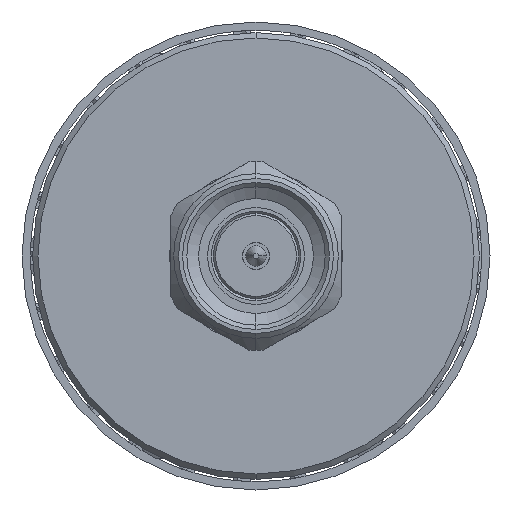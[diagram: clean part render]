
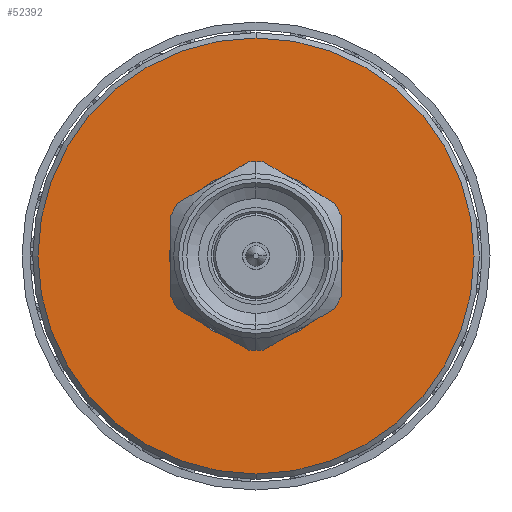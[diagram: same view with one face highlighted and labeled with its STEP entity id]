
A CAD part, left-side view. The second image highlights one B-rep face of the part: STEP entity #52392.
In plain terms, the highlighted planar face has unit normal (-1, 0, 0).
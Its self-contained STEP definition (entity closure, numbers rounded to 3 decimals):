
#178 = VERTEX_POINT ( 'NONE', #38641 ) ;
#734 = CARTESIAN_POINT ( 'NONE',  ( 0., 0., -4.023 ) ) ;
#894 = AXIS2_PLACEMENT_3D ( 'NONE', #69217, #62110, #8311 ) ;
#2906 = AXIS2_PLACEMENT_3D ( 'NONE', #77896, #84103, #71687 ) ;
#3752 = ORIENTED_EDGE ( 'NONE', *, *, #53995, .F. ) ;
#4900 = ORIENTED_EDGE ( 'NONE', *, *, #58386, .T. ) ;
#7040 = FACE_BOUND ( 'NONE', #42562, .T. ) ;
#7048 = AXIS2_PLACEMENT_3D ( 'NONE', #33295, #60401, #40418 ) ;
#7803 = CARTESIAN_POINT ( 'NONE',  ( 0., 0., 0. ) ) ;
#8311 = DIRECTION ( 'NONE',  ( 0., 0., -1. ) ) ;
#9280 = DIRECTION ( 'NONE',  ( 0., 0., -1. ) ) ;
#9507 = EDGE_LOOP ( 'NONE', ( #4900, #85654 ) ) ;
#13040 = VERTEX_POINT ( 'NONE', #42355 ) ;
#17513 = AXIS2_PLACEMENT_3D ( 'NONE', #7803, #82027, #22019 ) ;
#21769 = CIRCLE ( 'NONE', #17513, 4.023 ) ;
#22019 = DIRECTION ( 'NONE',  ( 0., 0., 1. ) ) ;
#22182 = DIRECTION ( 'NONE',  ( -1., 0., 0. ) ) ;
#33295 = CARTESIAN_POINT ( 'NONE',  ( 0., 0., -4.023 ) ) ;
#37160 = CIRCLE ( 'NONE', #79686, 10.249 ) ;
#38641 = CARTESIAN_POINT ( 'NONE',  ( 0., 0., -10.249 ) ) ;
#40418 = DIRECTION ( 'NONE',  ( 0., 0., -1. ) ) ;
#40627 = CIRCLE ( 'NONE', #894, 10.249 ) ;
#40861 = EDGE_CURVE ( 'NONE', #76359, #178, #40627, .T. ) ;
#42355 = CARTESIAN_POINT ( 'NONE',  ( 0., 0., 4.023 ) ) ;
#42562 = EDGE_LOOP ( 'NONE', ( #61093, #3752 ) ) ;
#43529 = CARTESIAN_POINT ( 'NONE',  ( 0., 0., 0. ) ) ;
#52392 = ADVANCED_FACE ( 'NONE', ( #67082, #7040 ), #87937, .F. ) ;
#52539 = CIRCLE ( 'NONE', #2906, 4.023 ) ;
#53995 = EDGE_CURVE ( 'NONE', #82737, #13040, #52539, .T. ) ;
#58386 = EDGE_CURVE ( 'NONE', #178, #76359, #37160, .T. ) ;
#60401 = DIRECTION ( 'NONE',  ( 1., 0., 0. ) ) ;
#61093 = ORIENTED_EDGE ( 'NONE', *, *, #70127, .F. ) ;
#62110 = DIRECTION ( 'NONE',  ( -1., 0., 0. ) ) ;
#67082 = FACE_OUTER_BOUND ( 'NONE', #9507, .T. ) ;
#69217 = CARTESIAN_POINT ( 'NONE',  ( 0., 0., 0. ) ) ;
#70127 = EDGE_CURVE ( 'NONE', #13040, #82737, #21769, .T. ) ;
#71687 = DIRECTION ( 'NONE',  ( 0., 0., 1. ) ) ;
#76359 = VERTEX_POINT ( 'NONE', #78768 ) ;
#77896 = CARTESIAN_POINT ( 'NONE',  ( 0., 0., 0. ) ) ;
#78768 = CARTESIAN_POINT ( 'NONE',  ( 0., 0., 10.249 ) ) ;
#79686 = AXIS2_PLACEMENT_3D ( 'NONE', #43529, #22182, #9280 ) ;
#82027 = DIRECTION ( 'NONE',  ( -1., 0., 0. ) ) ;
#82737 = VERTEX_POINT ( 'NONE', #734 ) ;
#84103 = DIRECTION ( 'NONE',  ( -1., 0., 0. ) ) ;
#85654 = ORIENTED_EDGE ( 'NONE', *, *, #40861, .T. ) ;
#87937 = PLANE ( 'NONE',  #7048 ) ;
